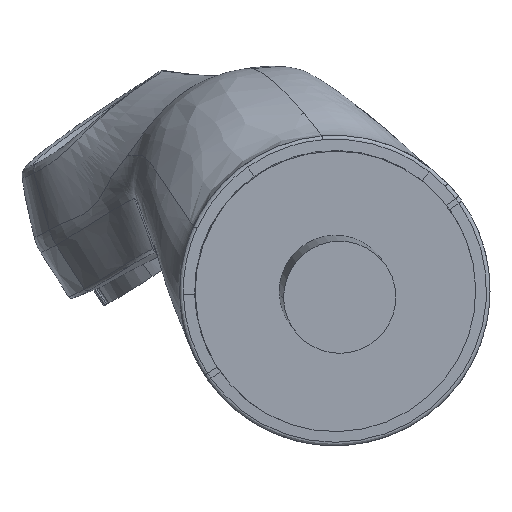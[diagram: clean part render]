
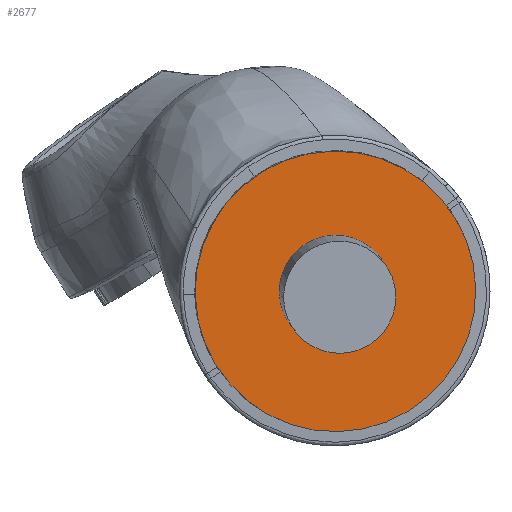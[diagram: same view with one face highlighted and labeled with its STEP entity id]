
A CAD part, isometric view. The second image highlights one B-rep face of the part: STEP entity #2677.
In plain terms, the highlighted planar face has unit normal (-0.571, -0.619, 0.539).
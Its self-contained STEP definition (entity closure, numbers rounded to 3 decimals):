
#726 = AXIS2_PLACEMENT_3D ( 'NONE', #50045, #50044, #50043 ) ;
#1014 = AXIS2_PLACEMENT_3D ( 'NONE', #18227, #18901, #18879 ) ;
#1369 = AXIS2_PLACEMENT_3D ( 'NONE', #44665, #44663, #44660 ) ;
#1534 = EDGE_CURVE ( 'NONE', #8805, #7956, #51397, .T. ) ;
#2121 = AXIS2_PLACEMENT_3D ( 'NONE', #14585, #14583, #14581 ) ;
#2261 = EDGE_CURVE ( 'NONE', #8699, #8844, #51583, .T. ) ;
#2466 = EDGE_CURVE ( 'NONE', #8844, #8699, #51719, .T. ) ;
#2528 = EDGE_CURVE ( 'NONE', #7956, #8805, #51751, .T. ) ;
#2677 = ADVANCED_FACE ( 'NONE', ( #23955, #24018 ), #20519, .T. ) ;
#5245 = CARTESIAN_POINT ( 'NONE',  ( 478.862, -69.446, 488.718 ) ) ;
#5310 = CARTESIAN_POINT ( 'NONE',  ( 462.323, -54.191, 488.718 ) ) ;
#5472 = CARTESIAN_POINT ( 'NONE',  ( 500.914, -89.786, 488.718 ) ) ;
#5897 = CARTESIAN_POINT ( 'NONE',  ( 517.453, -105.041, 488.718 ) ) ;
#6982 = ORIENTED_EDGE ( 'NONE', *, *, #2466, .T. ) ;
#6991 = ORIENTED_EDGE ( 'NONE', *, *, #2261, .T. ) ;
#7005 = ORIENTED_EDGE ( 'NONE', *, *, #1534, .T. ) ;
#7956 = VERTEX_POINT ( 'NONE', #5897 ) ;
#8688 = EDGE_LOOP ( 'NONE', ( #7005, #10002 ) ) ;
#8699 = VERTEX_POINT ( 'NONE', #5472 ) ;
#8725 = EDGE_LOOP ( 'NONE', ( #6982, #6991 ) ) ;
#8805 = VERTEX_POINT ( 'NONE', #5310 ) ;
#8844 = VERTEX_POINT ( 'NONE', #5245 ) ;
#10002 = ORIENTED_EDGE ( 'NONE', *, *, #2528, .T. ) ;
#14581 = DIRECTION ( 'NONE',  ( -0.735, 0.678, 0. ) ) ;
#14583 = DIRECTION ( 'NONE',  ( 0.571, 0.619, -0.539 ) ) ;
#14585 = CARTESIAN_POINT ( 'NONE',  ( 489.888, -79.616, 488.718 ) ) ;
#15147 = DIRECTION ( 'NONE',  ( 0.735, -0.678, 0. ) ) ;
#18227 = CARTESIAN_POINT ( 'NONE',  ( 489.888, -79.616, 488.718 ) ) ;
#18879 = DIRECTION ( 'NONE',  ( -0.735, 0.678, 0. ) ) ;
#18901 = DIRECTION ( 'NONE',  ( -0.571, -0.619, 0.539 ) ) ;
#20511 = CARTESIAN_POINT ( 'NONE',  ( 448.134, -68.91, 456.743 ) ) ;
#20519 = PLANE ( 'NONE',  #31554 ) ;
#23955 = FACE_BOUND ( 'NONE', #8725, .T. ) ;
#24018 = FACE_OUTER_BOUND ( 'NONE', #8688, .T. ) ;
#27125 = DIRECTION ( 'NONE',  ( -0.571, -0.619, 0.539 ) ) ;
#31554 = AXIS2_PLACEMENT_3D ( 'NONE', #20511, #27125, #15147 ) ;
#44660 = DIRECTION ( 'NONE',  ( -0.735, 0.678, 0. ) ) ;
#44663 = DIRECTION ( 'NONE',  ( -0.571, -0.619, 0.539 ) ) ;
#44665 = CARTESIAN_POINT ( 'NONE',  ( 489.888, -79.616, 488.718 ) ) ;
#50043 = DIRECTION ( 'NONE',  ( -0.735, 0.678, 0. ) ) ;
#50044 = DIRECTION ( 'NONE',  ( 0.571, 0.619, -0.539 ) ) ;
#50045 = CARTESIAN_POINT ( 'NONE',  ( 489.888, -79.616, 488.718 ) ) ;
#51397 = CIRCLE ( 'NONE', #1014, 37.5 ) ;
#51583 = CIRCLE ( 'NONE', #2121, 15. ) ;
#51719 = CIRCLE ( 'NONE', #726, 15. ) ;
#51751 = CIRCLE ( 'NONE', #1369, 37.5 ) ;
